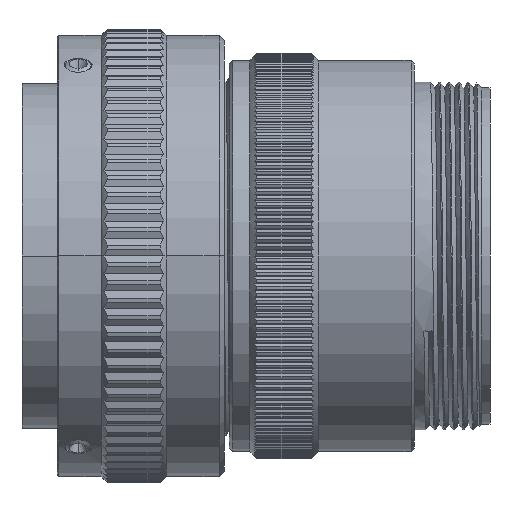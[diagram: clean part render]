
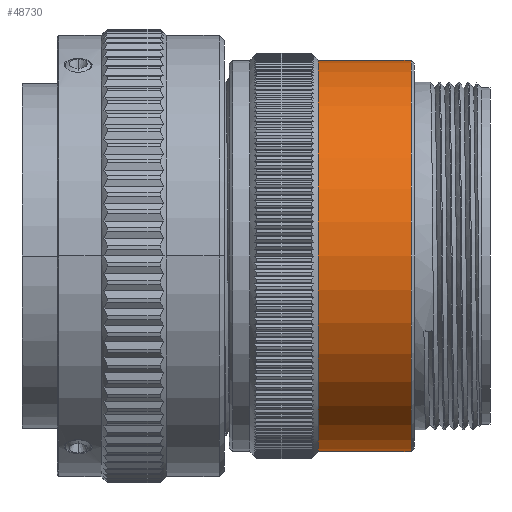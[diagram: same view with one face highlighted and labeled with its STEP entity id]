
A CAD part, front view. The second image highlights one B-rep face of the part: STEP entity #48730.
In plain terms, the highlighted cylindrical face has radius 28.5 mm (diameter 57 mm), a partial arc.
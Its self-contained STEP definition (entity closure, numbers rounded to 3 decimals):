
#10879=CARTESIAN_POINT('',(43.17,0.,0.));
#10880=DIRECTION('',(-1.,0.,0.));
#10881=DIRECTION('',(0.,0.,-1.));
#10882=AXIS2_PLACEMENT_3D('',#10879,#10880,#10881);
#16873=CARTESIAN_POINT('',(56.67,0.,0.));
#16874=DIRECTION('',(-1.,0.,0.));
#16875=DIRECTION('',(0.,0.,-1.));
#16876=AXIS2_PLACEMENT_3D('',#16873,#16874,#16875);
#16878=DIRECTION('',(-1.,0.,0.));
#16879=VECTOR('',#16878,13.5);
#16880=CARTESIAN_POINT('',(56.67,0.,-28.5));
#16881=LINE('1438',#16880,#16879);
#16887=DIRECTION('',(-1.,0.,0.));
#16888=VECTOR('',#16887,13.5);
#16889=CARTESIAN_POINT('',(56.67,0.,28.5));
#16890=LINE('1440',#16889,#16888);
#21635=CARTESIAN_POINT('',(56.67,0.,-28.5));
#21636=CARTESIAN_POINT('',(43.17,0.,-28.5));
#21637=VERTEX_POINT('',#21635);
#21638=VERTEX_POINT('',#21636);
#21643=CARTESIAN_POINT('',(56.67,0.,28.5));
#21644=CARTESIAN_POINT('',(43.17,0.,28.5));
#21645=VERTEX_POINT('',#21643);
#21646=VERTEX_POINT('',#21644);
#48716=CARTESIAN_POINT('',(70.07,0.,0.));
#48717=DIRECTION('',(-1.,0.,0.));
#48718=DIRECTION('',(0.,0.,-1.));
#48719=AXIS2_PLACEMENT_3D('',#48716,#48717,#48718);
#48720=CYLINDRICAL_SURFACE('263',#48719,28.5);
#48722=ORIENTED_EDGE('1438',*,*,#48721,.T.);
#48723=ORIENTED_EDGE('1467',*,*,#36930,.T.);
#48725=ORIENTED_EDGE('1440',*,*,#48724,.F.);
#48727=ORIENTED_EDGE('3141',*,*,#48726,.F.);
#48728=EDGE_LOOP('263',(#48722,#48723,#48725,#48727));
#48729=FACE_OUTER_BOUND('263',#48728,.F.);
#10883=CIRCLE('1467',#10882,28.5);
#16877=CIRCLE('3141',#16876,28.5);
#36930=EDGE_CURVE('1467',#21638,#21646,#10883,.T.);
#48721=EDGE_CURVE('1438',#21637,#21638,#16881,.T.);
#48724=EDGE_CURVE('1440',#21645,#21646,#16890,.T.);
#48726=EDGE_CURVE('3141',#21637,#21645,#16877,.T.);
#48730=ADVANCED_FACE('263',(#48729),#48720,.T.);
